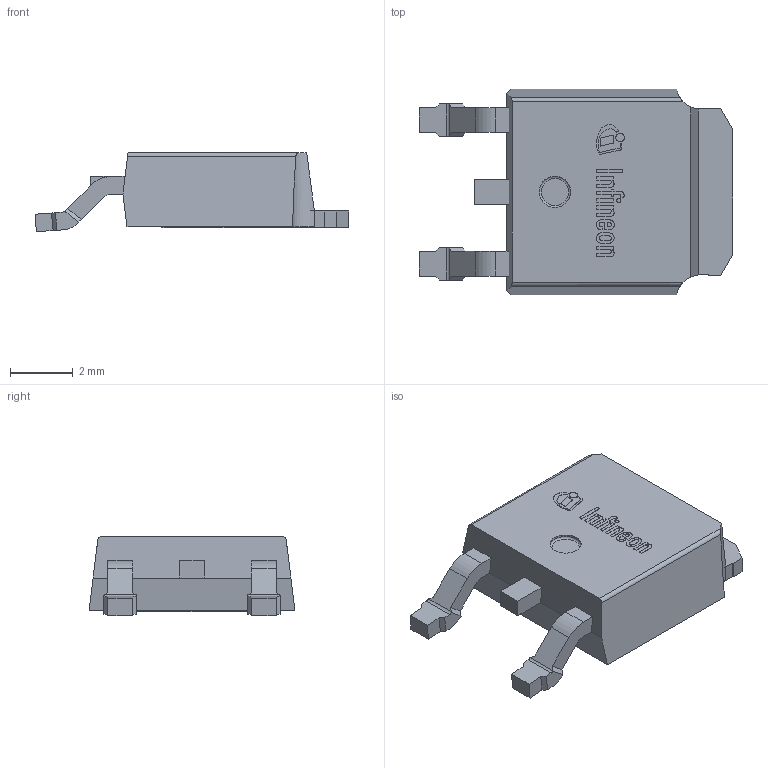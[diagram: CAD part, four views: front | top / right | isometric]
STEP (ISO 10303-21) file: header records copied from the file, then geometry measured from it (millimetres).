
FILE_DESCRIPTION(/* description */ (''),/* implementation_level */ '2;1');
FILE_NAME(/* name */ 'PG-TO252-3-33_Z8B00192224_V02_3D.stp',/* time_stamp */ '2024-08-09T15:28:22+05:30',/* author */ ('sivamani'),/* organization */ (''),/* preprocessor_version */ 'ST-DEVELOPER v19.2',/* originating_system */ 'AutoCAD Mechanical',/* authorisation */ '');
FILE_SCHEMA (('AUTOMOTIVE_DESIGN { 1 0 10303 214 3 1 1 }'));
Length unit declared in the file: millimetre
Products named in the file (1): Product
Bounding box: 10 x 6.56 x 2.53 mm (x, y, z)
Volume: 94.1 mm3; surface area: 234.5 mm2
Topology: 17 solids, 17 shells, 209 faces, 516 edges, 343 vertices
Faces by surface type: plane 169, bspline 20, cylinder 19, torus 1
Full cylindrical faces by diameter (mm): 0.133 x1, 0.274 x1, 1 x1
Entity records: 6350 total; most frequent: CARTESIAN_POINT 1789, ORIENTED_EDGE 1032, DIRECTION 802, EDGE_CURVE 516, VERTEX_POINT 343, LINE 330, VECTOR 330, AXIS2_PLACEMENT_3D 236
